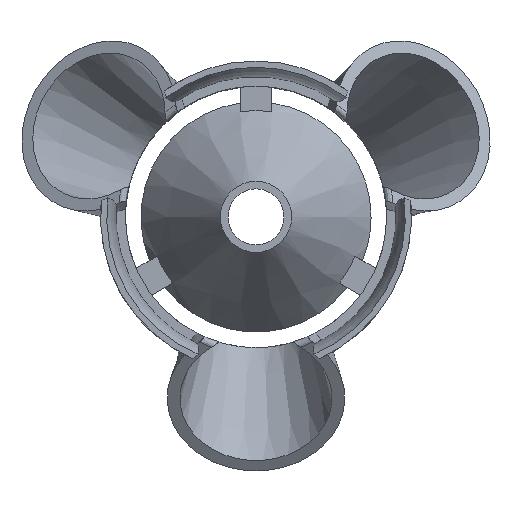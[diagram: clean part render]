
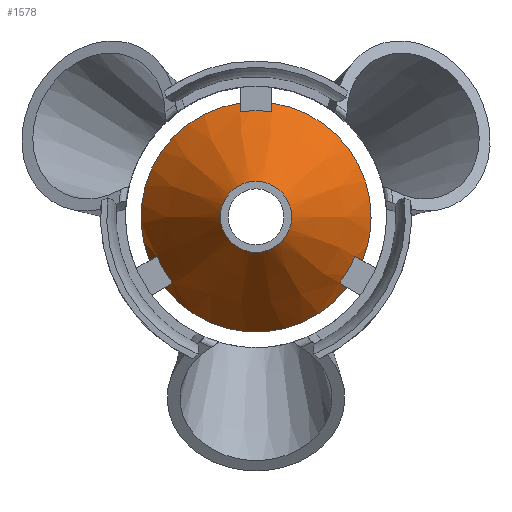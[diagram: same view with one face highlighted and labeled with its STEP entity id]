
A CAD part, top view. The second image highlights one B-rep face of the part: STEP entity #1578.
In plain terms, the highlighted conical face has half-angle 35 degrees and reference radius 24.221 mm.
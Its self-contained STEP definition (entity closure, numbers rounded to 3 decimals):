
#25=(
BOUNDED_CURVE()
B_SPLINE_CURVE(2,(#2951,#2952,#2953),.UNSPECIFIED.,.F.,.F.)
B_SPLINE_CURVE_WITH_KNOTS((3,3),(0.,0.49),.UNSPECIFIED.)
CURVE()
GEOMETRIC_REPRESENTATION_ITEM()
RATIONAL_B_SPLINE_CURVE((1.,1.001,1.))
REPRESENTATION_ITEM('')
);
#26=(
BOUNDED_CURVE()
B_SPLINE_CURVE(2,(#2962,#2963,#2964),.UNSPECIFIED.,.F.,.F.)
B_SPLINE_CURVE_WITH_KNOTS((3,3),(0.,0.49),.UNSPECIFIED.)
CURVE()
GEOMETRIC_REPRESENTATION_ITEM()
RATIONAL_B_SPLINE_CURVE((1.,1.001,1.))
REPRESENTATION_ITEM('')
);
#27=(
BOUNDED_CURVE()
B_SPLINE_CURVE(2,(#2970,#2971,#2972),.UNSPECIFIED.,.F.,.F.)
B_SPLINE_CURVE_WITH_KNOTS((3,3),(0.,0.49),.UNSPECIFIED.)
CURVE()
GEOMETRIC_REPRESENTATION_ITEM()
RATIONAL_B_SPLINE_CURVE((1.,1.001,1.))
REPRESENTATION_ITEM('')
);
#28=(
BOUNDED_CURVE()
B_SPLINE_CURVE(2,(#2976,#2977,#2978),.UNSPECIFIED.,.F.,.F.)
B_SPLINE_CURVE_WITH_KNOTS((3,3),(0.,0.49),.UNSPECIFIED.)
CURVE()
GEOMETRIC_REPRESENTATION_ITEM()
RATIONAL_B_SPLINE_CURVE((1.,1.001,1.))
REPRESENTATION_ITEM('')
);
#29=(
BOUNDED_CURVE()
B_SPLINE_CURVE(2,(#2982,#2983,#2984),.UNSPECIFIED.,.F.,.F.)
B_SPLINE_CURVE_WITH_KNOTS((3,3),(0.,0.49),.UNSPECIFIED.)
CURVE()
GEOMETRIC_REPRESENTATION_ITEM()
RATIONAL_B_SPLINE_CURVE((1.,1.001,1.))
REPRESENTATION_ITEM('')
);
#30=(
BOUNDED_CURVE()
B_SPLINE_CURVE(2,(#2988,#2989,#2990),.UNSPECIFIED.,.F.,.F.)
B_SPLINE_CURVE_WITH_KNOTS((3,3),(0.,0.49),.UNSPECIFIED.)
CURVE()
GEOMETRIC_REPRESENTATION_ITEM()
RATIONAL_B_SPLINE_CURVE((1.,1.001,1.))
REPRESENTATION_ITEM('')
);
#76=CONICAL_SURFACE('',#1718,24.221,0.611);
#117=LINE('',#2993,#176);
#176=VECTOR('',#2012,24.221);
#235=CIRCLE('',#1711,11.442);
#236=CIRCLE('',#1712,11.442);
#237=CIRCLE('',#1716,34.199);
#238=CIRCLE('',#1719,37.);
#239=CIRCLE('',#1720,34.199);
#240=CIRCLE('',#1721,37.);
#241=CIRCLE('',#1722,34.199);
#242=CIRCLE('',#1723,37.);
#243=CIRCLE('',#1724,37.);
#336=FACE_OUTER_BOUND('',#426,.T.);
#426=EDGE_LOOP('',(#1177,#1178,#1179,#1180,#1181,#1182,#1183,#1184,#1185,
#1186,#1187,#1188,#1189,#1190,#1191,#1192,#1193));
#673=VERTEX_POINT('',#2942);
#674=VERTEX_POINT('',#2944);
#675=VERTEX_POINT('',#2949);
#676=VERTEX_POINT('',#2950);
#677=VERTEX_POINT('',#2957);
#678=VERTEX_POINT('',#2961);
#679=VERTEX_POINT('',#2967);
#680=VERTEX_POINT('',#2969);
#681=VERTEX_POINT('',#2973);
#682=VERTEX_POINT('',#2975);
#683=VERTEX_POINT('',#2979);
#684=VERTEX_POINT('',#2981);
#685=VERTEX_POINT('',#2985);
#686=VERTEX_POINT('',#2987);
#687=VERTEX_POINT('',#2991);
#861=EDGE_CURVE('',#674,#673,#235,.T.);
#862=EDGE_CURVE('',#673,#674,#236,.T.);
#863=EDGE_CURVE('',#675,#676,#25,.T.);
#867=EDGE_CURVE('',#676,#677,#237,.T.);
#868=EDGE_CURVE('',#677,#678,#26,.T.);
#870=EDGE_CURVE('',#679,#678,#238,.T.);
#871=EDGE_CURVE('',#679,#680,#27,.T.);
#872=EDGE_CURVE('',#680,#681,#239,.T.);
#873=EDGE_CURVE('',#681,#682,#28,.T.);
#874=EDGE_CURVE('',#683,#682,#240,.T.);
#875=EDGE_CURVE('',#683,#684,#29,.T.);
#876=EDGE_CURVE('',#684,#685,#241,.T.);
#877=EDGE_CURVE('',#685,#686,#30,.T.);
#878=EDGE_CURVE('',#687,#686,#242,.T.);
#879=EDGE_CURVE('',#687,#674,#117,.T.);
#880=EDGE_CURVE('',#675,#687,#243,.T.);
#1177=ORIENTED_EDGE('',*,*,#863,.T.);
#1178=ORIENTED_EDGE('',*,*,#867,.T.);
#1179=ORIENTED_EDGE('',*,*,#868,.T.);
#1180=ORIENTED_EDGE('',*,*,#870,.F.);
#1181=ORIENTED_EDGE('',*,*,#871,.T.);
#1182=ORIENTED_EDGE('',*,*,#872,.T.);
#1183=ORIENTED_EDGE('',*,*,#873,.T.);
#1184=ORIENTED_EDGE('',*,*,#874,.F.);
#1185=ORIENTED_EDGE('',*,*,#875,.T.);
#1186=ORIENTED_EDGE('',*,*,#876,.T.);
#1187=ORIENTED_EDGE('',*,*,#877,.T.);
#1188=ORIENTED_EDGE('',*,*,#878,.F.);
#1189=ORIENTED_EDGE('',*,*,#879,.T.);
#1190=ORIENTED_EDGE('',*,*,#861,.T.);
#1191=ORIENTED_EDGE('',*,*,#862,.T.);
#1192=ORIENTED_EDGE('',*,*,#879,.F.);
#1193=ORIENTED_EDGE('',*,*,#880,.F.);
#1578=ADVANCED_FACE('',(#336),#76,.T.);
#1711=AXIS2_PLACEMENT_3D('',#2945,#1982,#1983);
#1712=AXIS2_PLACEMENT_3D('',#2946,#1984,#1985);
#1716=AXIS2_PLACEMENT_3D('',#2959,#1995,#1996);
#1718=AXIS2_PLACEMENT_3D('',#2966,#2000,#2001);
#1719=AXIS2_PLACEMENT_3D('',#2968,#2002,#2003);
#1720=AXIS2_PLACEMENT_3D('',#2974,#2004,#2005);
#1721=AXIS2_PLACEMENT_3D('',#2980,#2006,#2007);
#1722=AXIS2_PLACEMENT_3D('',#2986,#2008,#2009);
#1723=AXIS2_PLACEMENT_3D('',#2992,#2010,#2011);
#1724=AXIS2_PLACEMENT_3D('',#2994,#2013,#2014);
#1982=DIRECTION('center_axis',(0.,0.,-1.));
#1983=DIRECTION('ref_axis',(1.,0.,0.));
#1984=DIRECTION('center_axis',(0.,0.,-1.));
#1985=DIRECTION('ref_axis',(1.,0.,0.));
#1995=DIRECTION('center_axis',(0.,0.,
1.));
#1996=DIRECTION('ref_axis',(-1.,0.,0.));
#2000=DIRECTION('center_axis',(0.,0.,-1.));
#2001=DIRECTION('ref_axis',(-1.,0.,0.));
#2002=DIRECTION('center_axis',(0.,0.,-1.));
#2003=DIRECTION('ref_axis',(1.,0.,0.));
#2004=DIRECTION('center_axis',(0.,0.,
1.));
#2005=DIRECTION('ref_axis',(-1.,0.,0.));
#2006=DIRECTION('center_axis',(0.,0.,-1.));
#2007=DIRECTION('ref_axis',(1.,0.,0.));
#2008=DIRECTION('center_axis',(0.,0.,
1.));
#2009=DIRECTION('ref_axis',(-1.,0.,0.));
#2010=DIRECTION('center_axis',(0.,0.,-1.));
#2011=DIRECTION('ref_axis',(1.,0.,0.));
#2012=DIRECTION('',(-0.574,0.,0.819));
#2013=DIRECTION('center_axis',(0.,0.,-1.));
#2014=DIRECTION('ref_axis',(1.,0.,0.));
#2942=CARTESIAN_POINT('',(-11.442,0.,36.501));
#2944=CARTESIAN_POINT('',(11.442,0.,36.501));
#2945=CARTESIAN_POINT('Origin',(0.,0.,36.501));
#2946=CARTESIAN_POINT('Origin',(0.,0.,36.501));
#2949=CARTESIAN_POINT('',(5.,36.661,0.));
#2950=CARTESIAN_POINT('',(5.,33.832,4.));
#2951=CARTESIAN_POINT('Ctrl Pts',(5.,36.661,0.));
#2952=CARTESIAN_POINT('Ctrl Pts',(5.,35.191,2.08));
#2953=CARTESIAN_POINT('Ctrl Pts',(5.,33.832,4.));
#2957=CARTESIAN_POINT('',(-5.,33.832,4.));
#2959=CARTESIAN_POINT('Origin',(0.,0.,4.));
#2961=CARTESIAN_POINT('',(-5.,36.661,0.));
#2962=CARTESIAN_POINT('Ctrl Pts',(-5.,33.832,4.));
#2963=CARTESIAN_POINT('Ctrl Pts',(-5.,35.191,2.08));
#2964=CARTESIAN_POINT('Ctrl Pts',(-5.,36.661,0.));
#2966=CARTESIAN_POINT('Origin',(0.,0.,18.251));
#2967=CARTESIAN_POINT('',(-34.249,-14.,0.));
#2968=CARTESIAN_POINT('Origin',(0.,0.,0.));
#2969=CARTESIAN_POINT('',(-31.799,-12.586,4.));
#2970=CARTESIAN_POINT('Ctrl Pts',(-34.249,-14.,0.));
#2971=CARTESIAN_POINT('Ctrl Pts',(-32.976,-13.265,2.08));
#2972=CARTESIAN_POINT('Ctrl Pts',(-31.799,-12.586,4.));
#2973=CARTESIAN_POINT('',(-26.799,-21.246,4.));
#2974=CARTESIAN_POINT('Origin',(0.,0.,4.));
#2975=CARTESIAN_POINT('',(-29.249,-22.66,0.));
#2976=CARTESIAN_POINT('Ctrl Pts',(-26.799,-21.246,4.));
#2977=CARTESIAN_POINT('Ctrl Pts',(-27.976,-21.925,2.08));
#2978=CARTESIAN_POINT('Ctrl Pts',(-29.249,-22.66,0.));
#2979=CARTESIAN_POINT('',(29.249,-22.66,0.));
#2980=CARTESIAN_POINT('Origin',(0.,0.,0.));
#2981=CARTESIAN_POINT('',(26.799,-21.246,4.));
#2982=CARTESIAN_POINT('Ctrl Pts',(29.249,-22.66,0.));
#2983=CARTESIAN_POINT('Ctrl Pts',(27.976,-21.925,2.08));
#2984=CARTESIAN_POINT('Ctrl Pts',(26.799,-21.246,4.));
#2985=CARTESIAN_POINT('',(31.799,-12.586,4.));
#2986=CARTESIAN_POINT('Origin',(0.,0.,4.));
#2987=CARTESIAN_POINT('',(34.249,-14.,0.));
#2988=CARTESIAN_POINT('Ctrl Pts',(31.799,-12.586,4.));
#2989=CARTESIAN_POINT('Ctrl Pts',(32.976,-13.265,2.08));
#2990=CARTESIAN_POINT('Ctrl Pts',(34.249,-14.,0.));
#2991=CARTESIAN_POINT('',(37.,0.,0.));
#2992=CARTESIAN_POINT('Origin',(0.,0.,0.));
#2993=CARTESIAN_POINT('',(24.221,0.,18.251));
#2994=CARTESIAN_POINT('Origin',(0.,0.,0.));
